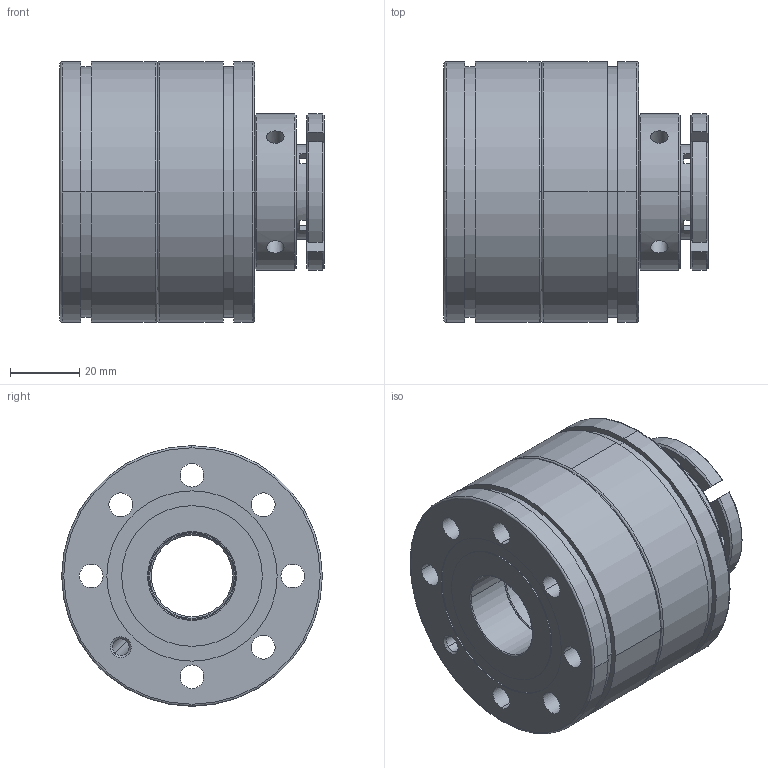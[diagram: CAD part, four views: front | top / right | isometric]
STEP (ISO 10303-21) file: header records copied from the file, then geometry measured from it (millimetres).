
FILE_DESCRIPTION((''),'2;1');
FILE_NAME('R159032530','2015-11-27T',('goe2sw'),(''),'PRO/ENGINEER BY PARAMETRIC TECHNOLOGY CORPORATION, 2014430','PRO/ENGINEER BY PARAMETRIC TECHNOLOGY CORPORATION, 2014430','');
FILE_SCHEMA(('AUTOMOTIVE_DESIGN { 1 0 10303 214 1 1 1 1 }'));
Length unit declared in the file: millimetre
Products named in the file (3): R341401506; R344601104; R159032530
Assembly tree (2 placements, depth 2):
  R159032530
    R341401506
    R344601104
Bounding box: 76 x 75 x 75 mm (x, y, z)
Volume: 177556.7 mm3; surface area: 61608.6 mm2
Topology: 2 solids, 2 shells, 236 faces, 636 edges, 412 vertices
Faces by surface type: cylinder 112, cone 46, torus 40, plane 38
Entity records: 8878 total; most frequent: CARTESIAN_POINT 1695, DIRECTION 1446, ORIENTED_EDGE 1256, EDGE_CURVE 628, AXIS2_PLACEMENT_3D 625, VERTEX_POINT 412, CIRCLE 384, EDGE_LOOP 286
